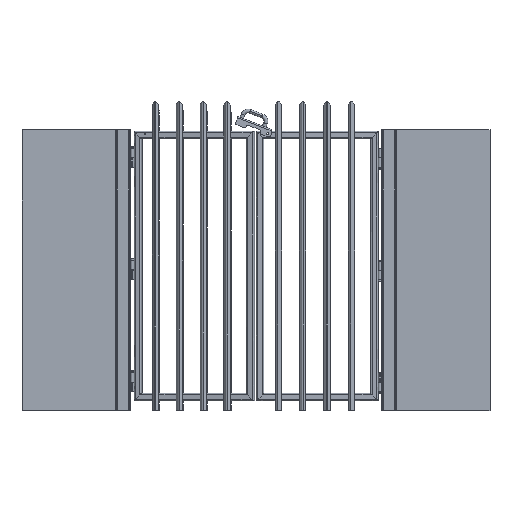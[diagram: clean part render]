
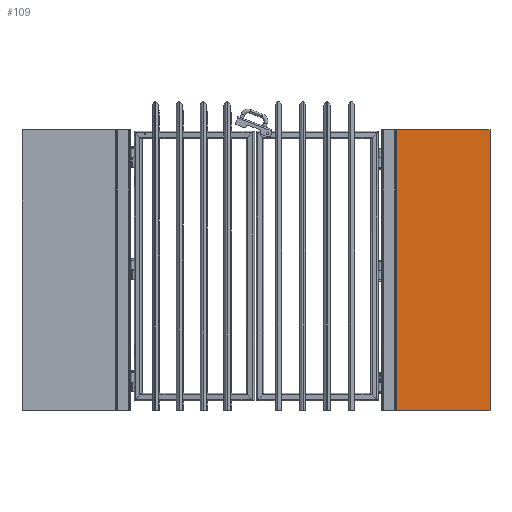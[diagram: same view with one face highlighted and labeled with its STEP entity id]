
A CAD part, top view. The second image highlights one B-rep face of the part: STEP entity #109.
In plain terms, the highlighted free-form (B-spline) face has degree [1, 1] with [2, 2] control points.
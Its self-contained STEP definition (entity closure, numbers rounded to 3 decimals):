
#22 = VERTEX_POINT('',#23);
#23 = CARTESIAN_POINT('',(1170.309,0.,0.));
#38 = VERTEX_POINT('',#39);
#39 = CARTESIAN_POINT('',(1170.309,1404.371,
    0.));
#44 = EDGE_CURVE('',#38,#22,#45,.T.);
#45 = B_SPLINE_CURVE_WITH_KNOTS('',1,(#46,#47),.UNSPECIFIED.,.F.,.F.,(2,
    2),(-0.,1500.),.PIECEWISE_BEZIER_KNOTS.);
#46 = CARTESIAN_POINT('',(1170.309,1404.371,
    0.));
#47 = CARTESIAN_POINT('',(1170.309,0.,0.));
#86 = VERTEX_POINT('',#87);
#87 = CARTESIAN_POINT('',(702.185,0.,0.));
#92 = EDGE_CURVE('',#93,#86,#95,.T.);
#93 = VERTEX_POINT('',#94);
#94 = CARTESIAN_POINT('',(702.185,1404.371,
    0.));
#95 = B_SPLINE_CURVE_WITH_KNOTS('',1,(#96,#97),.UNSPECIFIED.,.F.,.F.,(2,
    2),(-0.,1500.),.PIECEWISE_BEZIER_KNOTS.);
#96 = CARTESIAN_POINT('',(702.185,1404.371,
    0.));
#97 = CARTESIAN_POINT('',(702.185,0.,0.));
#109 = ADVANCED_FACE('',(#110),#124,.F.);
#110 = FACE_BOUND('',#111,.T.);
#111 = EDGE_LOOP('',(#112,#117,#118,#123));
#112 = ORIENTED_EDGE('',*,*,#113,.T.);
#113 = EDGE_CURVE('',#86,#22,#114,.T.);
#114 = B_SPLINE_CURVE_WITH_KNOTS('',1,(#115,#116),.UNSPECIFIED.,.F.,.F.,
  (2,2),(-500.,0.),.PIECEWISE_BEZIER_KNOTS.);
#115 = CARTESIAN_POINT('',(702.185,0.,0.));
#116 = CARTESIAN_POINT('',(1170.309,0.,0.));
#117 = ORIENTED_EDGE('',*,*,#44,.F.);
#118 = ORIENTED_EDGE('',*,*,#119,.F.);
#119 = EDGE_CURVE('',#93,#38,#120,.T.);
#120 = B_SPLINE_CURVE_WITH_KNOTS('',1,(#121,#122),.UNSPECIFIED.,.F.,.F.,
  (2,2),(-500.,0.),.PIECEWISE_BEZIER_KNOTS.);
#121 = CARTESIAN_POINT('',(702.185,1404.371,
    0.));
#122 = CARTESIAN_POINT('',(1170.309,1404.371,
    0.));
#123 = ORIENTED_EDGE('',*,*,#92,.T.);
#124 = B_SPLINE_SURFACE_WITH_KNOTS('',1,1,(
    (#125,#126)
    ,(#127,#128
    )),.UNSPECIFIED.,.F.,.F.,.F.,(2,2),(2,2),(0.,500.),(-1500.,0.),
  .PIECEWISE_BEZIER_KNOTS.);
#125 = CARTESIAN_POINT('',(1170.309,0.,0.));
#126 = CARTESIAN_POINT('',(1170.309,1404.371,
    0.));
#127 = CARTESIAN_POINT('',(702.185,0.,0.));
#128 = CARTESIAN_POINT('',(702.185,1404.371,
    0.));
